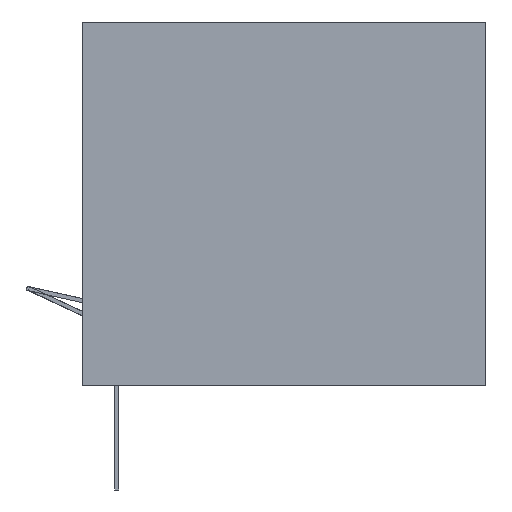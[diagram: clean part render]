
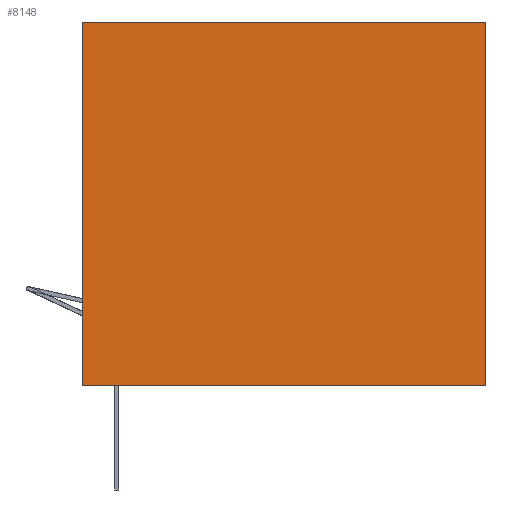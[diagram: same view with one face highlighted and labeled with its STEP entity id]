
A CAD part, front view. The second image highlights one B-rep face of the part: STEP entity #8148.
In plain terms, the highlighted planar face has unit normal (0, -1, 0).
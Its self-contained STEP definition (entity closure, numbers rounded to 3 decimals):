
#8055 = PLANE('',#8056);
#8056 = AXIS2_PLACEMENT_3D('',#8057,#8058,#8059);
#8057 = CARTESIAN_POINT('',(2210.,-500.,700.));
#8058 = DIRECTION('',(-1.,0.,0.));
#8059 = DIRECTION('',(0.,-1.,0.));
#8083 = PLANE('',#8084);
#8084 = AXIS2_PLACEMENT_3D('',#8085,#8086,#8087);
#8085 = CARTESIAN_POINT('',(2210.,-500.,700.));
#8086 = DIRECTION('',(-0.,-0.,1.));
#8087 = DIRECTION('',(-1.,0.,0.));
#8111 = PLANE('',#8112);
#8112 = AXIS2_PLACEMENT_3D('',#8113,#8114,#8115);
#8113 = CARTESIAN_POINT('',(1210.,-500.,700.));
#8114 = DIRECTION('',(-1.,0.,0.));
#8115 = DIRECTION('',(0.,-1.,0.));
#8137 = PLANE('',#8138);
#8138 = AXIS2_PLACEMENT_3D('',#8139,#8140,#8141);
#8139 = CARTESIAN_POINT('',(2210.,-500.,1600.));
#8140 = DIRECTION('',(-0.,-0.,1.));
#8141 = DIRECTION('',(-1.,0.,0.));
#8148 = ADVANCED_FACE('',(#8149),#8163,.T.);
#8149 = FACE_BOUND('',#8150,.F.);
#8150 = EDGE_LOOP('',(#8151,#8181,#8204,#8227));
#8151 = ORIENTED_EDGE('',*,*,#8152,.F.);
#8152 = EDGE_CURVE('',#8153,#8155,#8157,.T.);
#8153 = VERTEX_POINT('',#8154);
#8154 = CARTESIAN_POINT('',(2210.,-510.,700.));
#8155 = VERTEX_POINT('',#8156);
#8156 = CARTESIAN_POINT('',(2210.,-510.,1600.));
#8157 = SURFACE_CURVE('',#8158,(#8162,#8174),.PCURVE_S1.);
#8158 = LINE('',#8159,#8160);
#8159 = CARTESIAN_POINT('',(2210.,-510.,700.));
#8160 = VECTOR('',#8161,1.);
#8161 = DIRECTION('',(-0.,-0.,1.));
#8162 = PCURVE('',#8163,#8168);
#8163 = PLANE('',#8164);
#8164 = AXIS2_PLACEMENT_3D('',#8165,#8166,#8167);
#8165 = CARTESIAN_POINT('',(2210.,-510.,700.));
#8166 = DIRECTION('',(0.,-1.,-0.));
#8167 = DIRECTION('',(-1.,0.,0.));
#8168 = DEFINITIONAL_REPRESENTATION('',(#8169),#8173);
#8169 = LINE('',#8170,#8171);
#8170 = CARTESIAN_POINT('',(-0.,-0.));
#8171 = VECTOR('',#8172,1.);
#8172 = DIRECTION('',(-0.,-1.));
#8173 = ( GEOMETRIC_REPRESENTATION_CONTEXT(2) 
PARAMETRIC_REPRESENTATION_CONTEXT() REPRESENTATION_CONTEXT('2D SPACE',''
  ) );
#8174 = PCURVE('',#8055,#8175);
#8175 = DEFINITIONAL_REPRESENTATION('',(#8176),#8180);
#8176 = LINE('',#8177,#8178);
#8177 = CARTESIAN_POINT('',(10.,-0.));
#8178 = VECTOR('',#8179,1.);
#8179 = DIRECTION('',(-0.,1.));
#8180 = ( GEOMETRIC_REPRESENTATION_CONTEXT(2) 
PARAMETRIC_REPRESENTATION_CONTEXT() REPRESENTATION_CONTEXT('2D SPACE',''
  ) );
#8181 = ORIENTED_EDGE('',*,*,#8182,.T.);
#8182 = EDGE_CURVE('',#8153,#8183,#8185,.T.);
#8183 = VERTEX_POINT('',#8184);
#8184 = CARTESIAN_POINT('',(1210.,-510.,700.));
#8185 = SURFACE_CURVE('',#8186,(#8190,#8197),.PCURVE_S1.);
#8186 = LINE('',#8187,#8188);
#8187 = CARTESIAN_POINT('',(2210.,-510.,700.));
#8188 = VECTOR('',#8189,1.);
#8189 = DIRECTION('',(-1.,0.,0.));
#8190 = PCURVE('',#8163,#8191);
#8191 = DEFINITIONAL_REPRESENTATION('',(#8192),#8196);
#8192 = LINE('',#8193,#8194);
#8193 = CARTESIAN_POINT('',(-0.,-0.));
#8194 = VECTOR('',#8195,1.);
#8195 = DIRECTION('',(1.,-0.));
#8196 = ( GEOMETRIC_REPRESENTATION_CONTEXT(2) 
PARAMETRIC_REPRESENTATION_CONTEXT() REPRESENTATION_CONTEXT('2D SPACE',''
  ) );
#8197 = PCURVE('',#8083,#8198);
#8198 = DEFINITIONAL_REPRESENTATION('',(#8199),#8203);
#8199 = LINE('',#8200,#8201);
#8200 = CARTESIAN_POINT('',(-0.,10.));
#8201 = VECTOR('',#8202,1.);
#8202 = DIRECTION('',(1.,0.));
#8203 = ( GEOMETRIC_REPRESENTATION_CONTEXT(2) 
PARAMETRIC_REPRESENTATION_CONTEXT() REPRESENTATION_CONTEXT('2D SPACE',''
  ) );
#8204 = ORIENTED_EDGE('',*,*,#8205,.T.);
#8205 = EDGE_CURVE('',#8183,#8206,#8208,.T.);
#8206 = VERTEX_POINT('',#8207);
#8207 = CARTESIAN_POINT('',(1210.,-510.,1600.));
#8208 = SURFACE_CURVE('',#8209,(#8213,#8220),.PCURVE_S1.);
#8209 = LINE('',#8210,#8211);
#8210 = CARTESIAN_POINT('',(1210.,-510.,700.));
#8211 = VECTOR('',#8212,1.);
#8212 = DIRECTION('',(-0.,-0.,1.));
#8213 = PCURVE('',#8163,#8214);
#8214 = DEFINITIONAL_REPRESENTATION('',(#8215),#8219);
#8215 = LINE('',#8216,#8217);
#8216 = CARTESIAN_POINT('',(1000.,-0.));
#8217 = VECTOR('',#8218,1.);
#8218 = DIRECTION('',(-0.,-1.));
#8219 = ( GEOMETRIC_REPRESENTATION_CONTEXT(2) 
PARAMETRIC_REPRESENTATION_CONTEXT() REPRESENTATION_CONTEXT('2D SPACE',''
  ) );
#8220 = PCURVE('',#8111,#8221);
#8221 = DEFINITIONAL_REPRESENTATION('',(#8222),#8226);
#8222 = LINE('',#8223,#8224);
#8223 = CARTESIAN_POINT('',(10.,-0.));
#8224 = VECTOR('',#8225,1.);
#8225 = DIRECTION('',(-0.,1.));
#8226 = ( GEOMETRIC_REPRESENTATION_CONTEXT(2) 
PARAMETRIC_REPRESENTATION_CONTEXT() REPRESENTATION_CONTEXT('2D SPACE',''
  ) );
#8227 = ORIENTED_EDGE('',*,*,#8228,.F.);
#8228 = EDGE_CURVE('',#8155,#8206,#8229,.T.);
#8229 = SURFACE_CURVE('',#8230,(#8234,#8241),.PCURVE_S1.);
#8230 = LINE('',#8231,#8232);
#8231 = CARTESIAN_POINT('',(2210.,-510.,1600.));
#8232 = VECTOR('',#8233,1.);
#8233 = DIRECTION('',(-1.,0.,0.));
#8234 = PCURVE('',#8163,#8235);
#8235 = DEFINITIONAL_REPRESENTATION('',(#8236),#8240);
#8236 = LINE('',#8237,#8238);
#8237 = CARTESIAN_POINT('',(-0.,-900.));
#8238 = VECTOR('',#8239,1.);
#8239 = DIRECTION('',(1.,-0.));
#8240 = ( GEOMETRIC_REPRESENTATION_CONTEXT(2) 
PARAMETRIC_REPRESENTATION_CONTEXT() REPRESENTATION_CONTEXT('2D SPACE',''
  ) );
#8241 = PCURVE('',#8137,#8242);
#8242 = DEFINITIONAL_REPRESENTATION('',(#8243),#8247);
#8243 = LINE('',#8244,#8245);
#8244 = CARTESIAN_POINT('',(-0.,10.));
#8245 = VECTOR('',#8246,1.);
#8246 = DIRECTION('',(1.,0.));
#8247 = ( GEOMETRIC_REPRESENTATION_CONTEXT(2) 
PARAMETRIC_REPRESENTATION_CONTEXT() REPRESENTATION_CONTEXT('2D SPACE',''
  ) );
